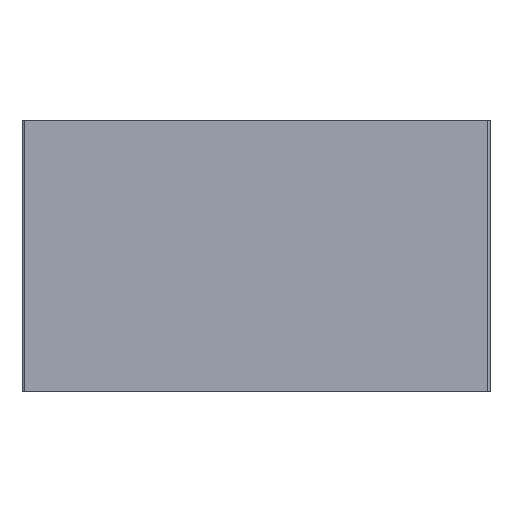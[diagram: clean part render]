
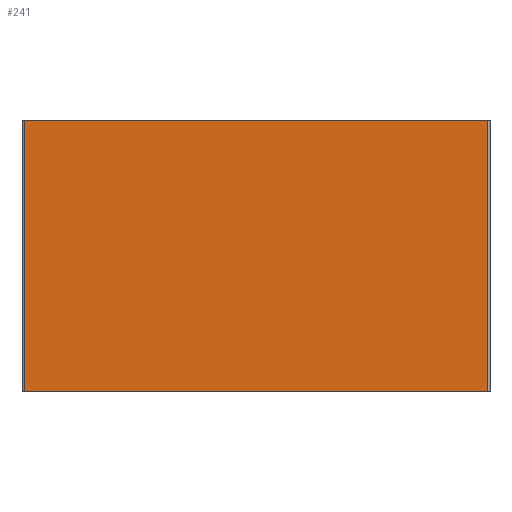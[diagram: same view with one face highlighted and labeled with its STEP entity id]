
A CAD part, front view. The second image highlights one B-rep face of the part: STEP entity #241.
In plain terms, the highlighted planar face has unit normal (0, -1, 0).
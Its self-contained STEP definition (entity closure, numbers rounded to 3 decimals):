
#72=CARTESIAN_POINT('Vertex',(-4.,0.,0.)) ;
#75=CARTESIAN_POINT('Line Origine',(-387.5,0.,0.)) ;
#79=CARTESIAN_POINT('Vertex',(-771.,0.,0.)) ;
#105=CARTESIAN_POINT('Vertex',(-771.,0.,450.)) ;
#115=CARTESIAN_POINT('Line Origine',(-771.,0.,225.)) ;
#156=CARTESIAN_POINT('Line Origine',(-387.5,0.,450.)) ;
#160=CARTESIAN_POINT('Vertex',(-4.,0.,450.)) ;
#201=CARTESIAN_POINT('Line Origine',(-4.,0.,225.)) ;
#230=CARTESIAN_POINT('Axis2P3D Location',(0.,0.,0.)) ;
#77=VECTOR('Line Direction',#76,1.) ;
#117=VECTOR('Line Direction',#116,1.) ;
#158=VECTOR('Line Direction',#157,1.) ;
#203=VECTOR('Line Direction',#202,1.) ;
#76=DIRECTION('Vector Direction',(-1.,0.,0.)) ;
#116=DIRECTION('Vector Direction',(0.,0.,1.)) ;
#157=DIRECTION('Vector Direction',(1.,0.,0.)) ;
#202=DIRECTION('Vector Direction',(0.,0.,-1.)) ;
#231=DIRECTION('Axis2P3D Direction',(0.,1.,0.)) ;
#232=DIRECTION('Axis2P3D XDirection',(-1.,0.,0.)) ;
#233=AXIS2_PLACEMENT_3D('Plane Axis2P3D',#230,#231,#232) ;
#78=LINE('Line',#75,#77) ;
#118=LINE('Line',#115,#117) ;
#159=LINE('Line',#156,#158) ;
#204=LINE('Line',#201,#203) ;
#234=PLANE('',#233) ;
#81=EDGE_CURVE('',#73,#80,#78,.T.) ;
#119=EDGE_CURVE('',#80,#106,#118,.T.) ;
#162=EDGE_CURVE('',#106,#161,#159,.T.) ;
#205=EDGE_CURVE('',#161,#73,#204,.T.) ;
#236=ORIENTED_EDGE('',*,*,#119,.F.) ;
#237=ORIENTED_EDGE('',*,*,#81,.F.) ;
#238=ORIENTED_EDGE('',*,*,#205,.F.) ;
#239=ORIENTED_EDGE('',*,*,#162,.F.) ;
#235=EDGE_LOOP('',(#236,#237,#238,#239)) ;
#73=VERTEX_POINT('',#72) ;
#80=VERTEX_POINT('',#79) ;
#106=VERTEX_POINT('',#105) ;
#161=VERTEX_POINT('',#160) ;
#241=ADVANCED_FACE('PartBody',(#240),#234,.F.) ;
#240=FACE_OUTER_BOUND('',#235,.T.) ;
